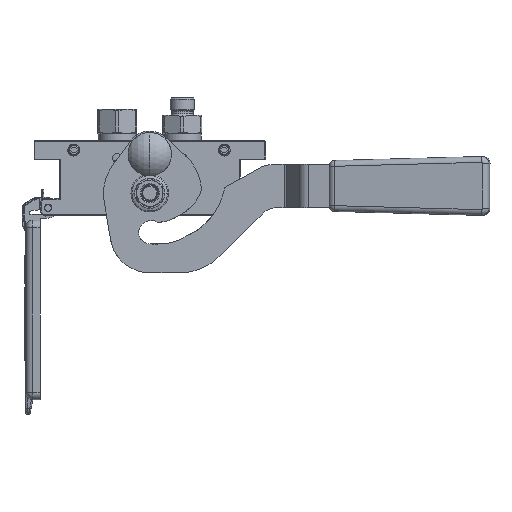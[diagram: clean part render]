
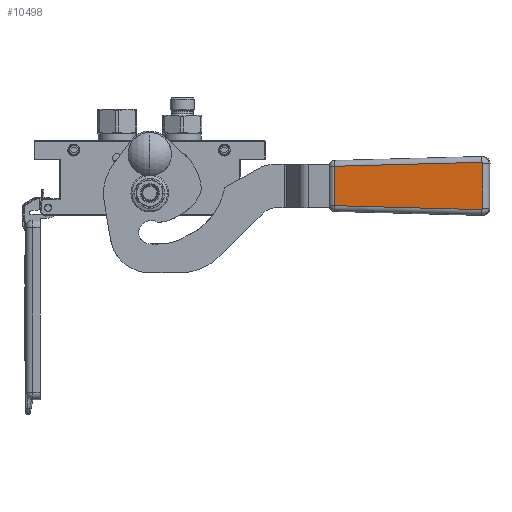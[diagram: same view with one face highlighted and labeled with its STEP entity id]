
A CAD part, front view. The second image highlights one B-rep face of the part: STEP entity #10498.
In plain terms, the highlighted face is planar.
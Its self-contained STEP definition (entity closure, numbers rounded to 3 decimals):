
#845 = CARTESIAN_POINT ( 'NONE',  ( -15.363, 0.055, -4.054 ) ) ;
#1204 = CARTESIAN_POINT ( 'NONE',  ( 15.363, 0.055, -4.054 ) ) ;
#1581 = CARTESIAN_POINT ( 'NONE',  ( 15.43, 0.055, -4.054 ) ) ;
#3423 = CARTESIAN_POINT ( 'NONE',  ( -15.363, 0.055, -4.054 ) ) ;
#3452 = EDGE_CURVE ( 'NONE', #86363, #101198, #110922, .T. ) ;
#5040 = EDGE_LOOP ( 'NONE', ( #55386, #81169, #114456, #75064, #112618, #105604 ) ) ;
#6767 = PLANE ( 'NONE',  #103536 ) ;
#8693 = B_SPLINE_CURVE_WITH_KNOTS ( 'NONE', 3,
 ( #1204, #1581, #82381, #45888, #18457, #108333, #91426, #55643, #54502, #100417, #64647 ),
 .UNSPECIFIED., .F., .F.,
 ( 4, 1, 1, 1, 1, 1, 1, 1, 4 ),
 ( 0., 0.125, 0.25, 0.375, 0.5, 0.625, 0.75, 0.875, 1. ),
 .UNSPECIFIED. ) ;
#10498 = ADVANCED_FACE ( 'NONE', ( #37210 ), #6767, .F. ) ;
#12447 = CARTESIAN_POINT ( 'NONE',  ( -16.355, 0.066, -4.882 ) ) ;
#16899 = VERTEX_POINT ( 'NONE', #109385 ) ;
#18457 = CARTESIAN_POINT ( 'NONE',  ( 15.931, 0.057, -4.223 ) ) ;
#19186 = VECTOR ( 'NONE', #41460, 1000. ) ;
#19896 = CARTESIAN_POINT ( 'NONE',  ( -15.43, 0.055, -4.054 ) ) ;
#19960 = CARTESIAN_POINT ( 'NONE',  ( -13.607, 1.447, -107.054 ) ) ;
#21451 = CARTESIAN_POINT ( 'NONE',  ( -15.931, 0.057, -4.223 ) ) ;
#22647 = VECTOR ( 'NONE', #80409, 1000. ) ;
#24453 = CARTESIAN_POINT ( 'NONE',  ( 16.363, 0.069, -5.081 ) ) ;
#24798 = CARTESIAN_POINT ( 'NONE',  ( 50., 1.5, -111. ) ) ;
#32435 = CARTESIAN_POINT ( 'NONE',  ( 13.607, 1.447, -107.054 ) ) ;
#34864 = CARTESIAN_POINT ( 'NONE',  ( -15.363, 0.055, -4.054 ) ) ;
#36417 = VECTOR ( 'NONE', #60882, 1000. ) ;
#36830 = DIRECTION ( 'NONE',  ( -0.027, -0.014, 1. ) ) ;
#37210 = FACE_OUTER_BOUND ( 'NONE', #5040, .T. ) ;
#41460 = DIRECTION ( 'NONE',  ( -1., 0., 0. ) ) ;
#43264 = CARTESIAN_POINT ( 'NONE',  ( 16.363, 0.069, -5.081 ) ) ;
#45132 = LINE ( 'NONE', #34864, #22647 ) ;
#45888 = CARTESIAN_POINT ( 'NONE',  ( 15.754, 0.056, -4.127 ) ) ;
#47318 = CARTESIAN_POINT ( 'NONE',  ( -15.754, 0.056, -4.127 ) ) ;
#47711 = CARTESIAN_POINT ( 'NONE',  ( -16.084, 0.059, -4.352 ) ) ;
#48102 = CARTESIAN_POINT ( 'NONE',  ( -16.301, 0.063, -4.688 ) ) ;
#48361 = B_SPLINE_CURVE_WITH_KNOTS ( 'NONE', 3,
 ( #65733, #109782, #12447, #48102, #110173, #47711, #21451, #47318, #65338, #19896, #3423 ),
 .UNSPECIFIED., .F., .F.,
 ( 4, 1, 1, 1, 1, 1, 1, 1, 4 ),
 ( 0., 0.125, 0.25, 0.375, 0.5, 0.625, 0.75, 0.875, 1. ),
 .UNSPECIFIED. ) ;
#49820 = CARTESIAN_POINT ( 'NONE',  ( 15.363, 0.055, -4.054 ) ) ;
#51044 = DIRECTION ( 'NONE',  ( 0., 1., 0.014 ) ) ;
#52779 = LINE ( 'NONE', #32435, #19186 ) ;
#54502 = CARTESIAN_POINT ( 'NONE',  ( 16.355, 0.066, -4.882 ) ) ;
#55386 = ORIENTED_EDGE ( 'NONE', *, *, #96419, .F. ) ;
#55643 = CARTESIAN_POINT ( 'NONE',  ( 16.301, 0.063, -4.688 ) ) ;
#60882 = DIRECTION ( 'NONE',  ( -0.027, 0.014, -1. ) ) ;
#64647 = CARTESIAN_POINT ( 'NONE',  ( 16.363, 0.069, -5.081 ) ) ;
#65338 = CARTESIAN_POINT ( 'NONE',  ( -15.562, 0.055, -4.067 ) ) ;
#65733 = CARTESIAN_POINT ( 'NONE',  ( -16.363, 0.069, -5.081 ) ) ;
#70923 = VECTOR ( 'NONE', #36830, 1000. ) ;
#72565 = VERTEX_POINT ( 'NONE', #19960 ) ;
#75064 = ORIENTED_EDGE ( 'NONE', *, *, #103262, .F. ) ;
#76344 = CARTESIAN_POINT ( 'NONE',  ( 13.607, 1.447, -107.054 ) ) ;
#80409 = DIRECTION ( 'NONE',  ( 1., 0., 0. ) ) ;
#81169 = ORIENTED_EDGE ( 'NONE', *, *, #3452, .F. ) ;
#81593 = CARTESIAN_POINT ( 'NONE',  ( -13.607, 1.447, -107.054 ) ) ;
#82381 = CARTESIAN_POINT ( 'NONE',  ( 15.562, 0.055, -4.067 ) ) ;
#83644 = VERTEX_POINT ( 'NONE', #845 ) ;
#86363 = VERTEX_POINT ( 'NONE', #43264 ) ;
#91426 = CARTESIAN_POINT ( 'NONE',  ( 16.209, 0.061, -4.509 ) ) ;
#96419 = EDGE_CURVE ( 'NONE', #101198, #72565, #52779, .T. ) ;
#96626 = DIRECTION ( 'NONE',  ( 0., -0.014, 1. ) ) ;
#97197 = VERTEX_POINT ( 'NONE', #49820 ) ;
#97508 = EDGE_CURVE ( 'NONE', #72565, #16899, #99029, .T. ) ;
#99029 = LINE ( 'NONE', #81593, #70923 ) ;
#100417 = CARTESIAN_POINT ( 'NONE',  ( 16.364, 0.068, -5.014 ) ) ;
#101198 = VERTEX_POINT ( 'NONE', #76344 ) ;
#103262 = EDGE_CURVE ( 'NONE', #83644, #97197, #45132, .T. ) ;
#103536 = AXIS2_PLACEMENT_3D ( 'NONE', #24798, #51044, #96626 ) ;
#105604 = ORIENTED_EDGE ( 'NONE', *, *, #97508, .F. ) ;
#107458 = EDGE_CURVE ( 'NONE', #16899, #83644, #48361, .T. ) ;
#108333 = CARTESIAN_POINT ( 'NONE',  ( 16.084, 0.059, -4.352 ) ) ;
#109385 = CARTESIAN_POINT ( 'NONE',  ( -16.363, 0.069, -5.081 ) ) ;
#109782 = CARTESIAN_POINT ( 'NONE',  ( -16.364, 0.068, -5.014 ) ) ;
#110173 = CARTESIAN_POINT ( 'NONE',  ( -16.209, 0.061, -4.509 ) ) ;
#110922 = LINE ( 'NONE', #24453, #36417 ) ;
#111951 = EDGE_CURVE ( 'NONE', #97197, #86363, #8693, .T. ) ;
#112618 = ORIENTED_EDGE ( 'NONE', *, *, #107458, .F. ) ;
#114456 = ORIENTED_EDGE ( 'NONE', *, *, #111951, .F. ) ;
